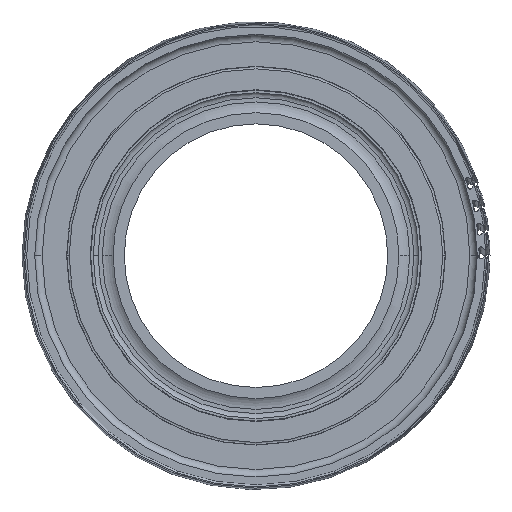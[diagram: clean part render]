
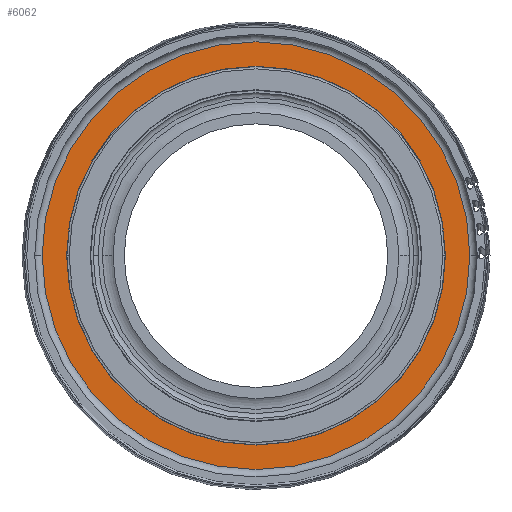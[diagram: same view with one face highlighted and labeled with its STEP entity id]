
A CAD part, top view. The second image highlights one B-rep face of the part: STEP entity #6062.
In plain terms, the highlighted planar face has unit normal (0, 0, 1).
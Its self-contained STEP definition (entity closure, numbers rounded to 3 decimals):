
#424=CARTESIAN_POINT('POINT28',(-547.244,0.,
   0.984));
#425=VERTEX_POINT('VERTEX28',#424);
#435=CARTESIAN_POINT('POINT30',(129.921,
   0.,0.984));
#436=VERTEX_POINT('VERTEX30',#435);
#437=CARTESIAN_POINT('POS23',(-208.661,0.,
   0.984));
#438=DIRECTION('DIR44',(0.,0.,-1.));
#439=DIRECTION('DIR45',(-1.,0.,0.));
#440=AXIS2_PLACEMENT_3D('AXIS22',#437,#438,#439);
#441=CIRCLE('ELLIPSE14',#440,338.583);
#442=EDGE_CURVE('EDGE34',#436,#425,#441,.F.);
#477=EDGE_CURVE('EDGE38',#425,#436,#441,.F.);
#6038=ORIENTED_EDGE('COEDGE261',*,*,#477,.T.);
#6039=ORIENTED_EDGE('COEDGE262',*,*,#442,.T.);
#6040=EDGE_LOOP('NONE',(#6038,#6039));
#6041=FACE_BOUND('LOOP1',#6040,.T.);
#6042=CARTESIAN_POINT('POINT150',(91.187,0.,
   0.984));
#6043=VERTEX_POINT('VERTEX150',#6042);
#6044=CARTESIAN_POINT('POINT151',(-508.51,
   0.,0.984));
#6045=VERTEX_POINT('VERTEX151',#6044);
#6046=CARTESIAN_POINT('POS65',(-208.661,0.,
   0.984));
#6047=DIRECTION('DIR126',(0.,0.,1.));
#6048=DIRECTION('DIR127',(-1.,0.,0.));
#6049=AXIS2_PLACEMENT_3D('AXIS62',#6046,#6047,#6048);
#6050=CIRCLE('ELLIPSE36',#6049,299.848);
#6051=EDGE_CURVE('EDGE189',#6043,#6045,#6050,.T.);
#6052=ORIENTED_EDGE('COEDGE263',*,*,#6051,.F.);
#6053=EDGE_CURVE('EDGE190',#6045,#6043,#6050,.T.);
#6054=ORIENTED_EDGE('COEDGE264',*,*,#6053,.F.);
#6055=EDGE_LOOP('NONE',(#6052,#6054));
#6056=FACE_BOUND('LOOP1',#6055,.T.);
#6057=CARTESIAN_POINT('POS66',(116.46,0.,
   0.984));
#6058=DIRECTION('DIR128',(0.,0.,-1.));
#6059=DIRECTION('DIR129',(1.,0.,0.));
#6060=AXIS2_PLACEMENT_3D('AXIS63',#6057,#6058,#6059);
#6061=PLANE('PLANE10',#6060);
#6062=ADVANCED_FACE('FACE41',(#6041,#6056),#6061,.F.);
